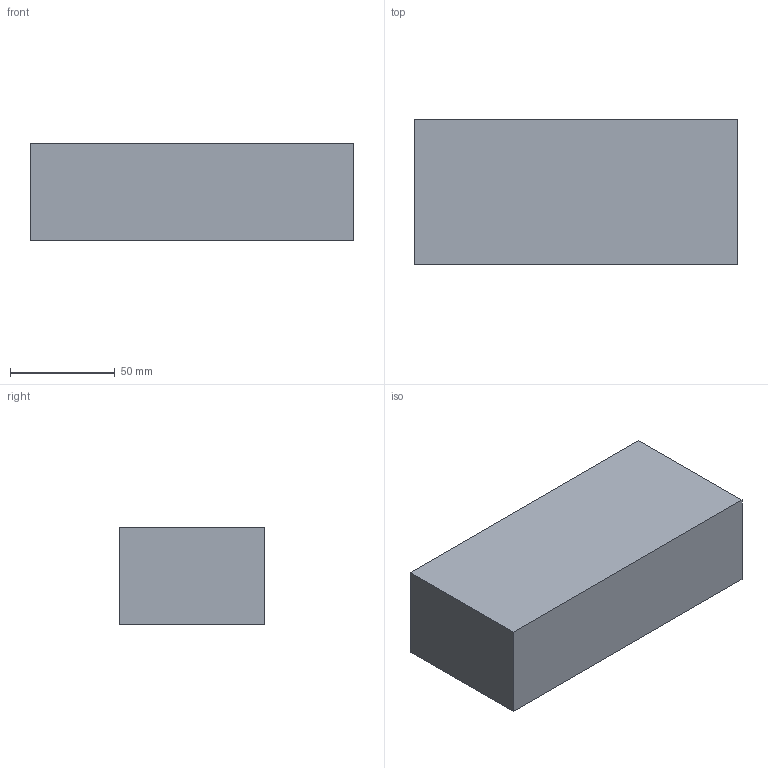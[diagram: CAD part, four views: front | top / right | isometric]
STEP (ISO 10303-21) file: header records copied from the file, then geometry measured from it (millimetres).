
FILE_DESCRIPTION(('STEP AP214'),'1');
FILE_NAME('axisym-nacelle-combine-01.stp','2021-03-19T16:21:46',(' '),(' '),'Spatial InterOp 3D',' ',' ');
FILE_SCHEMA(('AUTOMOTIVE_DESIGN { 1 0 10303 214 1 1 1 1 }'));
Length unit declared in the file: metre
Products named in the file (1): nacelle-back-inner
Bounding box: 154.84 x 69.68 x 46.45 mm (x, y, z)
Surface area: 45659.9 mm2 (no closed solid volume)
Topology: 0 solids, 10 shells, 27 faces, 90 edges, 66 vertices
Faces by surface type: plane 7, revolution 6, cylinder 4, cone 4, extrusion 3, bspline 3
Entity records: 2636 total; most frequent: CARTESIAN_POINT 1776, DIRECTION 142, ORIENTED_EDGE 125, EDGE_CURVE 90, VERTEX_POINT 66, AXIS2_PLACEMENT_3D 51, B_SPLINE_CURVE_WITH_KNOTS 42, VECTOR 34
